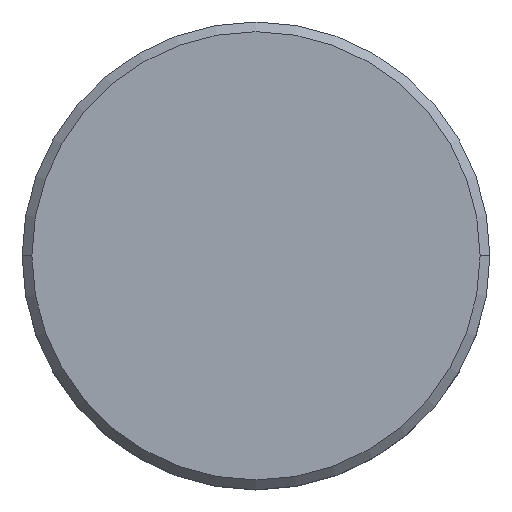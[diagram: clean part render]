
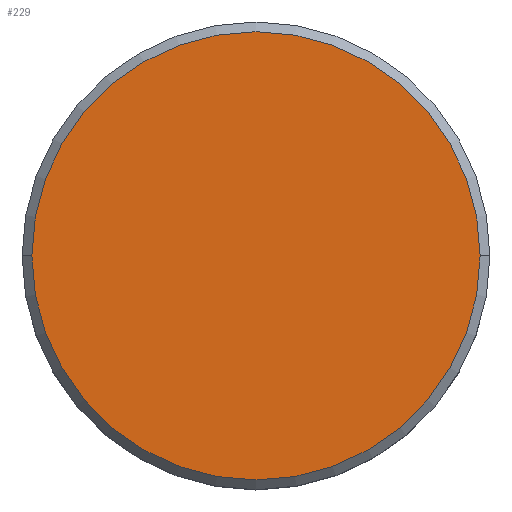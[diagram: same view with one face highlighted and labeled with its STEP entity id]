
A CAD part, top view. The second image highlights one B-rep face of the part: STEP entity #229.
In plain terms, the highlighted planar face has unit normal (0, 0, 1).
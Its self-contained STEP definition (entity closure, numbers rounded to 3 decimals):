
#1 = VERTEX_POINT ( 'NONE', #251 ) ;
#22 = CARTESIAN_POINT ( 'NONE',  ( 0., 0., 0. ) ) ;
#69 = EDGE_LOOP ( 'NONE', ( #182, #245 ) ) ;
#117 = CIRCLE ( 'NONE', #217, 11.5 ) ;
#128 = DIRECTION ( 'NONE',  ( 0., 0., 1. ) ) ;
#145 = AXIS2_PLACEMENT_3D ( 'NONE', #223, #159, #444 ) ;
#154 = CARTESIAN_POINT ( 'NONE',  ( 0., 0., 0. ) ) ;
#159 = DIRECTION ( 'NONE',  ( 0., 0., 1. ) ) ;
#161 = DIRECTION ( 'NONE',  ( 1., 0., 0. ) ) ;
#182 = ORIENTED_EDGE ( 'NONE', *, *, #409, .T. ) ;
#205 = EDGE_CURVE ( 'NONE', #362, #1, #311, .T. ) ;
#217 = AXIS2_PLACEMENT_3D ( 'NONE', #22, #128, #428 ) ;
#222 = FACE_OUTER_BOUND ( 'NONE', #69, .T. ) ;
#223 = CARTESIAN_POINT ( 'NONE',  ( 0., 0., 0. ) ) ;
#229 = ADVANCED_FACE ( 'NONE', ( #222 ), #373, .T. ) ;
#242 = CARTESIAN_POINT ( 'NONE',  ( 11.5, 0., 0. ) ) ;
#245 = ORIENTED_EDGE ( 'NONE', *, *, #205, .T. ) ;
#251 = CARTESIAN_POINT ( 'NONE',  ( -11.5, 0., 0. ) ) ;
#311 = CIRCLE ( 'NONE', #436, 11.5 ) ;
#338 = DIRECTION ( 'NONE',  ( 0., 0., 1. ) ) ;
#362 = VERTEX_POINT ( 'NONE', #242 ) ;
#373 = PLANE ( 'NONE',  #145 ) ;
#409 = EDGE_CURVE ( 'NONE', #1, #362, #117, .T. ) ;
#428 = DIRECTION ( 'NONE',  ( 1., 0., 0. ) ) ;
#436 = AXIS2_PLACEMENT_3D ( 'NONE', #154, #338, #161 ) ;
#444 = DIRECTION ( 'NONE',  ( 1., 0., 0. ) ) ;
